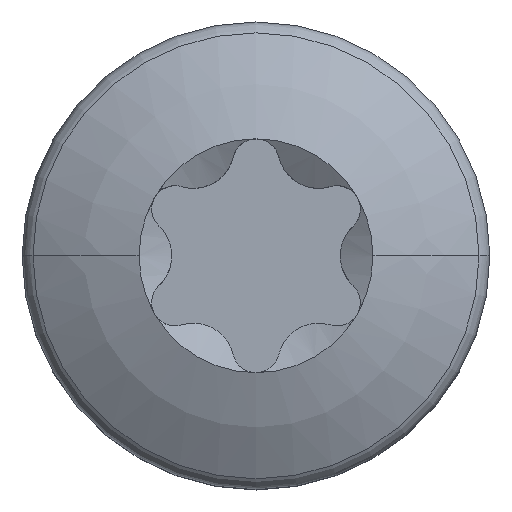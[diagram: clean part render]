
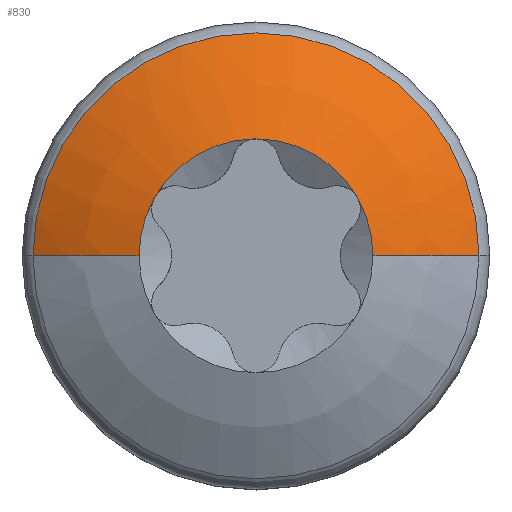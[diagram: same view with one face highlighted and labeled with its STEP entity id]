
A CAD part, top view. The second image highlights one B-rep face of the part: STEP entity #830.
In plain terms, the highlighted spherical face has radius 5 mm.
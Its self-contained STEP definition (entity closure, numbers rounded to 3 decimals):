
#70=CARTESIAN_POINT('',(1.4,0.,2.4));
#71=VERTEX_POINT('',#70);
#72=CARTESIAN_POINT('',(2.669,0.,1.828));
#73=VERTEX_POINT('',#72);
#74=CARTESIAN_POINT('',(0.,0.,-2.4));
#75=DIRECTION('',(0.0,1.0,0.0));
#76=DIRECTION('',(1.0,0.0,0.0));
#77=AXIS2_PLACEMENT_3D('',#74,#75,#76);
#78=CIRCLE('',#77,5.0);
#79=EDGE_CURVE('',#71,#73,#78,.T.);
#108=CARTESIAN_POINT('',(-1.4,0.,2.4));
#109=VERTEX_POINT('',#108);
#117=CARTESIAN_POINT('',(-2.669,0.,1.828));
#118=VERTEX_POINT('',#117);
#119=CARTESIAN_POINT('',(0.,0.,-2.4));
#120=DIRECTION('',(0.0,-1.0,0.0));
#121=DIRECTION('',(-1.0,0.0,0.0));
#122=AXIS2_PLACEMENT_3D('',#119,#120,#121);
#123=CIRCLE('',#122,5.0);
#124=EDGE_CURVE('',#109,#118,#123,.T.);
#159=CARTESIAN_POINT('',(0.,0.,1.828));
#160=DIRECTION('',(0.0,0.0,1.0));
#161=DIRECTION('',(0.0,-1.0,0.0));
#162=AXIS2_PLACEMENT_3D('',#159,#160,#161);
#163=CIRCLE('',#162,2.669);
#164=EDGE_CURVE('',#73,#118,#163,.T.);
#786=CARTESIAN_POINT('',(0.,0.,-2.4));
#787=DIRECTION('',(0.0,0.0,1.0));
#788=DIRECTION('',(1.0,0.0,0.0));
#789=AXIS2_PLACEMENT_3D('',#786,#787,#788);
#790=SPHERICAL_SURFACE('',#789,5.0);
#791=ORIENTED_EDGE('',*,*,#79,.T.);
#792=ORIENTED_EDGE('',*,*,#164,.T.);
#793=ORIENTED_EDGE('',*,*,#124,.F.);
#794=CARTESIAN_POINT('',(-1.212,0.7,2.4));
#795=VERTEX_POINT('',#794);
#796=CARTESIAN_POINT('',(0.,0.,2.4));
#797=DIRECTION('',(0.0,0.0,-1.0));
#798=DIRECTION('',(0.0,-1.0,0.0));
#799=AXIS2_PLACEMENT_3D('',#796,#797,#798);
#800=CIRCLE('',#799,1.4);
#801=EDGE_CURVE('',#109,#795,#800,.T.);
#802=ORIENTED_EDGE('',*,*,#801,.T.);
#803=CARTESIAN_POINT('',(0.,1.4,2.4));
#804=VERTEX_POINT('',#803);
#805=CARTESIAN_POINT('',(0.,0.,2.4));
#806=DIRECTION('',(0.0,0.0,-1.0));
#807=DIRECTION('',(0.0,-1.0,0.0));
#808=AXIS2_PLACEMENT_3D('',#805,#806,#807);
#809=CIRCLE('',#808,1.4);
#810=EDGE_CURVE('',#795,#804,#809,.T.);
#811=ORIENTED_EDGE('',*,*,#810,.T.);
#812=CARTESIAN_POINT('',(1.212,0.7,2.4));
#813=VERTEX_POINT('',#812);
#814=CARTESIAN_POINT('',(0.,0.,2.4));
#815=DIRECTION('',(0.0,0.0,-1.0));
#816=DIRECTION('',(0.0,-1.0,0.0));
#817=AXIS2_PLACEMENT_3D('',#814,#815,#816);
#818=CIRCLE('',#817,1.4);
#819=EDGE_CURVE('',#804,#813,#818,.T.);
#820=ORIENTED_EDGE('',*,*,#819,.T.);
#821=CARTESIAN_POINT('',(0.,0.,2.4));
#822=DIRECTION('',(0.0,0.0,-1.0));
#823=DIRECTION('',(0.0,-1.0,0.0));
#824=AXIS2_PLACEMENT_3D('',#821,#822,#823);
#825=CIRCLE('',#824,1.4);
#826=EDGE_CURVE('',#813,#71,#825,.T.);
#827=ORIENTED_EDGE('',*,*,#826,.T.);
#828=EDGE_LOOP('',(#791,#792,#793,#802,#811,#820,#827));
#829=FACE_OUTER_BOUND('',#828,.T.);
#830=ADVANCED_FACE('',(#829),#790,.T.);
